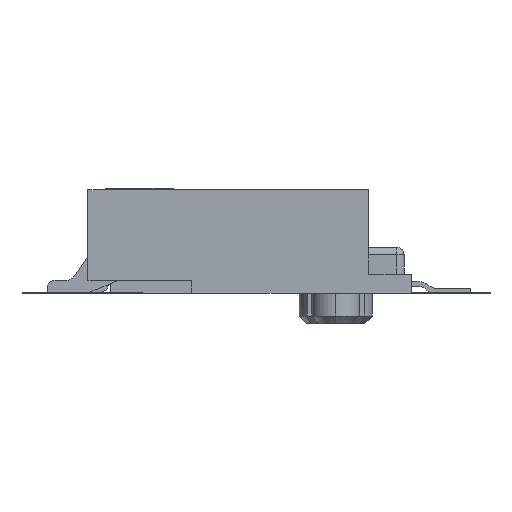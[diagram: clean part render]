
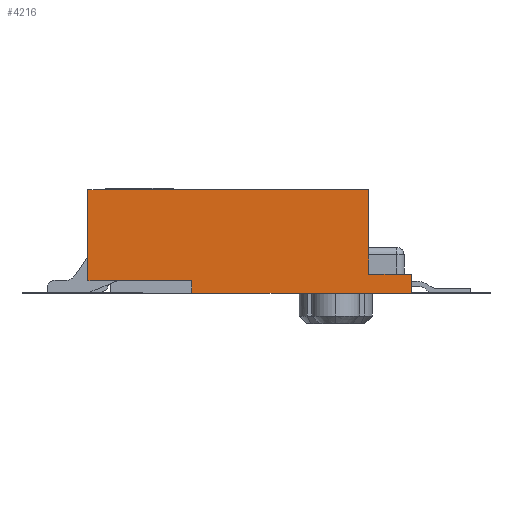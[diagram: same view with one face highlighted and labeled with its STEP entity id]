
A CAD part, left-side view. The second image highlights one B-rep face of the part: STEP entity #4216.
In plain terms, the highlighted planar face has unit normal (-1, 0, 0).
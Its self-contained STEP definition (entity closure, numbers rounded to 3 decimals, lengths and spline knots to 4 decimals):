
#2714=PLANE('',#42634);
#4216=ADVANCED_FACE('',(#6893),#2714,.F.);
#6893=FACE_OUTER_BOUND('',#8920,.T.);
#8920=EDGE_LOOP('',(#21701,#21702,#21703,#21704,#21705,#21706,#21707,#21708));
#10897=LINE('',#56116,#15443);
#11042=LINE('',#56411,#15588);
#11578=LINE('',#57907,#16124);
#11579=LINE('',#57909,#16125);
#11580=LINE('',#57911,#16126);
#11581=LINE('',#57913,#16127);
#11582=LINE('',#57915,#16128);
#11583=LINE('',#57917,#16129);
#15443=VECTOR('',#45327,1.);
#15588=VECTOR('',#45478,1.);
#16124=VECTOR('',#46952,1.);
#16125=VECTOR('',#46953,1.);
#16126=VECTOR('',#46954,1.);
#16127=VECTOR('',#46955,1.);
#16128=VECTOR('',#46956,1.);
#16129=VECTOR('',#46957,1.);
#21701=ORIENTED_EDGE('',*,*,#36209,.F.);
#21702=ORIENTED_EDGE('',*,*,#36210,.T.);
#21703=ORIENTED_EDGE('',*,*,#36211,.T.);
#21704=ORIENTED_EDGE('',*,*,#36212,.T.);
#21705=ORIENTED_EDGE('',*,*,#36213,.T.);
#21706=ORIENTED_EDGE('',*,*,#36214,.T.);
#21707=ORIENTED_EDGE('',*,*,#35314,.T.);
#21708=ORIENTED_EDGE('',*,*,#35461,.F.);
#31535=VERTEX_POINT('',#56117);
#31536=VERTEX_POINT('',#56118);
#31681=VERTEX_POINT('',#56410);
#32173=VERTEX_POINT('',#57908);
#32174=VERTEX_POINT('',#57910);
#32175=VERTEX_POINT('',#57912);
#32176=VERTEX_POINT('',#57914);
#32177=VERTEX_POINT('',#57916);
#35314=EDGE_CURVE('',#31535,#31536,#10897,.T.);
#35461=EDGE_CURVE('',#31681,#31536,#11042,.T.);
#36209=EDGE_CURVE('',#32173,#31681,#11578,.T.);
#36210=EDGE_CURVE('',#32173,#32174,#11579,.T.);
#36211=EDGE_CURVE('',#32174,#32175,#11580,.T.);
#36212=EDGE_CURVE('',#32175,#32176,#11581,.T.);
#36213=EDGE_CURVE('',#32176,#32177,#11582,.T.);
#36214=EDGE_CURVE('',#32177,#31535,#11583,.T.);
#42634=AXIS2_PLACEMENT_3D('',#57918,#46958,#46959);
#45327=DIRECTION('',(0.,1.,0.));
#45478=DIRECTION('',(0.,0.,-1.));
#46952=DIRECTION('',(0.,-1.,0.));
#46953=DIRECTION('',(0.,0.,-1.));
#46954=DIRECTION('',(0.,-1.,0.));
#46955=DIRECTION('',(0.,0.,-1.));
#46956=DIRECTION('',(0.,-1.,0.));
#46957=DIRECTION('',(0.,0.,1.));
#46958=DIRECTION('',(1.,0.,0.));
#46959=DIRECTION('',(0.,0.,-1.));
#56116=CARTESIAN_POINT('',(-10.925,-3.2,0.4562));
#56117=CARTESIAN_POINT('',(-10.925,-3.2,0.4562));
#56118=CARTESIAN_POINT('',(-10.925,-2.35,0.4562));
#56410=CARTESIAN_POINT('',(-10.925,-2.35,2.1262));
#56411=CARTESIAN_POINT('',(-10.925,-2.35,2.1262));
#57907=CARTESIAN_POINT('',(-10.925,3.2,2.1262));
#57908=CARTESIAN_POINT('',(-10.925,3.2,2.1262));
#57909=CARTESIAN_POINT('',(-10.925,3.2,2.1262));
#57910=CARTESIAN_POINT('',(-10.925,3.2,0.3262));
#57911=CARTESIAN_POINT('',(-10.925,3.2,0.3262));
#57912=CARTESIAN_POINT('',(-10.925,1.15,0.3262));
#57913=CARTESIAN_POINT('',(-10.925,1.15,0.3262));
#57914=CARTESIAN_POINT('',(-10.925,1.15,0.0762));
#57915=CARTESIAN_POINT('',(-10.925,1.15,0.0762));
#57916=CARTESIAN_POINT('',(-10.925,-3.2,0.0762));
#57917=CARTESIAN_POINT('',(-10.925,-3.2,0.0762));
#57918=CARTESIAN_POINT('',(-10.925,0.,1.1012));
